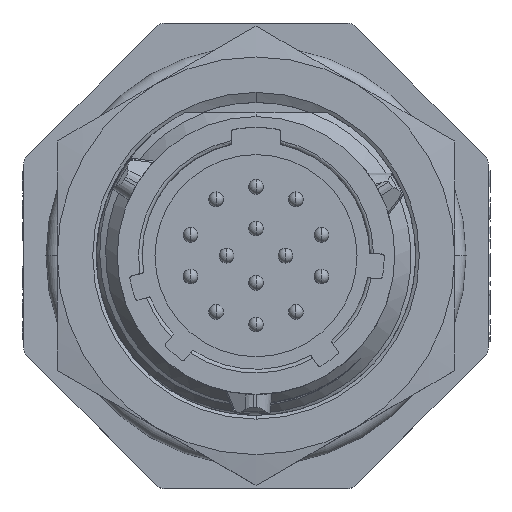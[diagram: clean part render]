
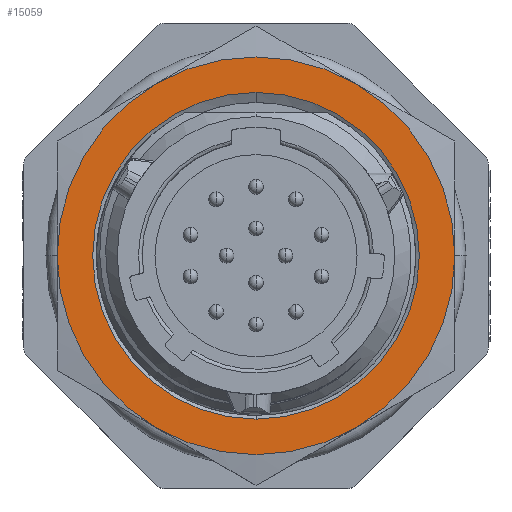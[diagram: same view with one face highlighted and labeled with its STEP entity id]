
A CAD part, top view. The second image highlights one B-rep face of the part: STEP entity #15059.
In plain terms, the highlighted planar face has unit normal (0, 0, 1).
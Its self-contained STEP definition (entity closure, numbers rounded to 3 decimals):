
#4778=CARTESIAN_POINT('',(0.,0.,9.77));
#4779=DIRECTION('',(0.,0.,1.));
#4780=DIRECTION('',(1.,0.,0.));
#4781=AXIS2_PLACEMENT_3D('',#4778,#4779,#4780);
#4783=CARTESIAN_POINT('',(0.,0.,9.77));
#4784=DIRECTION('',(0.,0.,1.));
#4785=DIRECTION('',(0.5,-0.866,0.));
#4786=AXIS2_PLACEMENT_3D('',#4783,#4784,#4785);
#4788=CARTESIAN_POINT('',(0.,0.,9.77));
#4789=DIRECTION('',(0.,0.,1.));
#4790=DIRECTION('',(-0.5,-0.866,0.));
#4791=AXIS2_PLACEMENT_3D('',#4788,#4789,#4790);
#4793=CARTESIAN_POINT('',(0.,0.,9.77));
#4794=DIRECTION('',(0.,0.,1.));
#4795=DIRECTION('',(-1.,0.,0.));
#4796=AXIS2_PLACEMENT_3D('',#4793,#4794,#4795);
#4798=CARTESIAN_POINT('',(0.,0.,9.77));
#4799=DIRECTION('',(0.,0.,1.));
#4800=DIRECTION('',(-0.5,0.866,0.));
#4801=AXIS2_PLACEMENT_3D('',#4798,#4799,#4800);
#4803=CARTESIAN_POINT('',(0.,0.,9.77));
#4804=DIRECTION('',(0.,0.,1.));
#4805=DIRECTION('',(0.5,0.866,0.));
#4806=AXIS2_PLACEMENT_3D('',#4803,#4804,#4805);
#4808=CARTESIAN_POINT('',(0.,0.,9.77));
#4809=DIRECTION('',(0.,0.,-1.));
#4810=DIRECTION('',(0.,1.,0.));
#4811=AXIS2_PLACEMENT_3D('',#4808,#4809,#4810);
#4813=CARTESIAN_POINT('',(0.,0.,9.77));
#4814=DIRECTION('',(0.,0.,-1.));
#4815=DIRECTION('',(0.,-1.,0.));
#4816=AXIS2_PLACEMENT_3D('',#4813,#4814,#4815);
#9773=CARTESIAN_POINT('',(0.,11.15,9.77));
#9774=CARTESIAN_POINT('',(0.,-11.15,9.77));
#9775=VERTEX_POINT('',#9773);
#9776=VERTEX_POINT('',#9774);
#9787=CARTESIAN_POINT('',(13.575,0.,9.77));
#9788=CARTESIAN_POINT('',(6.788,11.756,9.77));
#9789=VERTEX_POINT('',#9787);
#9790=VERTEX_POINT('',#9788);
#9791=CARTESIAN_POINT('',(-6.787,11.756,9.77));
#9792=VERTEX_POINT('',#9791);
#9793=CARTESIAN_POINT('',(-13.575,0.,9.77));
#9794=VERTEX_POINT('',#9793);
#9795=CARTESIAN_POINT('',(-6.788,-11.756,9.77));
#9796=VERTEX_POINT('',#9795);
#9797=CARTESIAN_POINT('',(6.787,-11.756,9.77));
#9798=VERTEX_POINT('',#9797);
#15034=CARTESIAN_POINT('',(0.,0.,9.77));
#15035=DIRECTION('',(0.,0.,1.));
#15036=DIRECTION('',(1.,0.,0.));
#15037=AXIS2_PLACEMENT_3D('',#15034,#15035,#15036);
#15038=PLANE('',#15037);
#15040=ORIENTED_EDGE('',*,*,#15039,.F.);
#15042=ORIENTED_EDGE('',*,*,#15041,.F.);
#15044=ORIENTED_EDGE('',*,*,#15043,.F.);
#15046=ORIENTED_EDGE('',*,*,#15045,.F.);
#15048=ORIENTED_EDGE('',*,*,#15047,.F.);
#15050=ORIENTED_EDGE('',*,*,#15049,.F.);
#15051=EDGE_LOOP('',(#15040,#15042,#15044,#15046,#15048,#15050));
#15052=FACE_OUTER_BOUND('',#15051,.F.);
#15054=ORIENTED_EDGE('',*,*,#15053,.F.);
#15056=ORIENTED_EDGE('',*,*,#15055,.F.);
#15057=EDGE_LOOP('',(#15054,#15056));
#15058=FACE_BOUND('',#15057,.F.);
#15059=ADVANCED_FACE('',(#15052,#15058),#15038,.T.);
#4782=CIRCLE('',#4781,13.575);
#4787=CIRCLE('',#4786,13.575);
#4792=CIRCLE('',#4791,13.575);
#4797=CIRCLE('',#4796,13.575);
#4802=CIRCLE('',#4801,13.575);
#4807=CIRCLE('',#4806,13.575);
#4812=CIRCLE('',#4811,11.15);
#4817=CIRCLE('',#4816,11.15);
#15039=EDGE_CURVE('',#9789,#9790,#4782,.T.);
#15041=EDGE_CURVE('',#9798,#9789,#4787,.T.);
#15043=EDGE_CURVE('',#9796,#9798,#4792,.T.);
#15045=EDGE_CURVE('',#9794,#9796,#4797,.T.);
#15047=EDGE_CURVE('',#9792,#9794,#4802,.T.);
#15049=EDGE_CURVE('',#9790,#9792,#4807,.T.);
#15053=EDGE_CURVE('',#9775,#9776,#4812,.T.);
#15055=EDGE_CURVE('',#9776,#9775,#4817,.T.);
